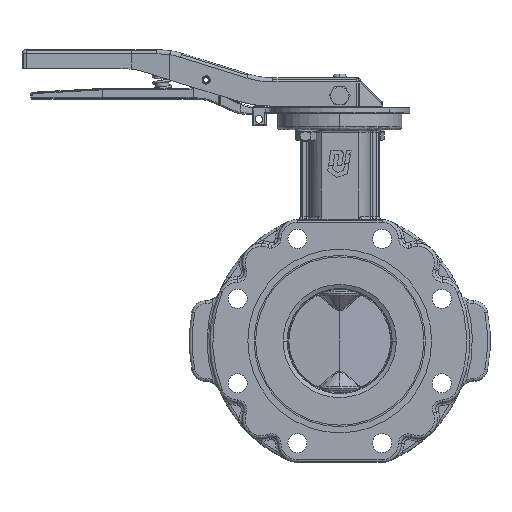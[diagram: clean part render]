
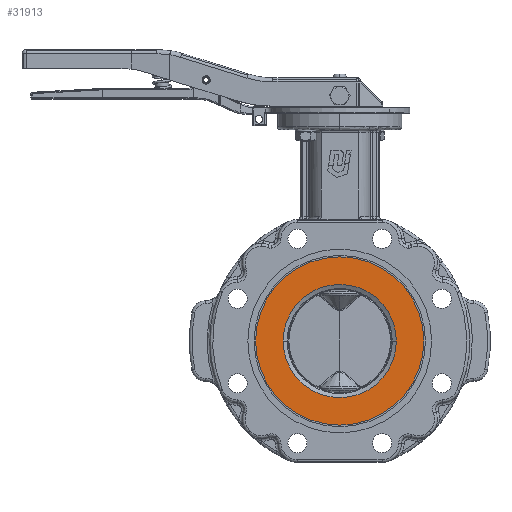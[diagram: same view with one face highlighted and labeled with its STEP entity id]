
A CAD part, left-side view. The second image highlights one B-rep face of the part: STEP entity #31913.
In plain terms, the highlighted planar face has unit normal (-1, 0, 0).
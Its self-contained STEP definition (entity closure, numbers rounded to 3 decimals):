
#1782=CARTESIAN_POINT('',(-23.1,40.964,-0.));
#1783=VERTEX_POINT('',#1782);
#1790=CARTESIAN_POINT('',(-23.1,-40.964,0.));
#1791=VERTEX_POINT('',#1790);
#1792=CARTESIAN_POINT('',(-23.1,-0.,-0.));
#1793=DIRECTION('',(1.,0.,-0.));
#1794=DIRECTION('',(0.,-1.,0.));
#1795=AXIS2_PLACEMENT_3D('',#1792,#1793,#1794);
#1796=CIRCLE('',#1795,40.964);
#1797=EDGE_CURVE('NONE',#1791,#1783,#1796,.T.);
#2148=CARTESIAN_POINT('',(-23.1,-60.9,0.));
#2149=VERTEX_POINT('',#2148);
#2150=CARTESIAN_POINT('',(-23.1,60.9,-0.));
#2151=VERTEX_POINT('',#2150);
#2152=CARTESIAN_POINT('',(-23.1,-0.,-0.));
#2153=DIRECTION('',(1.,0.,-0.));
#2154=DIRECTION('',(0.,-1.,0.));
#2155=AXIS2_PLACEMENT_3D('',#2152,#2153,#2154);
#2156=CIRCLE('',#2155,60.9);
#2157=EDGE_CURVE('NONE',#2149,#2151,#2156,.T.);
#31888=CARTESIAN_POINT('',(-23.1,-50.932,0.));
#31889=DIRECTION('',(-1.,-0.,0.));
#31890=DIRECTION('',(0.,-0.,-1.));
#31891=AXIS2_PLACEMENT_3D('',#31888,#31889,#31890);
#31892=PLANE('',#31891);
#31893=ORIENTED_EDGE('',*,*,#2157,.F.);
#31894=CARTESIAN_POINT('',(-23.1,-0.,-0.));
#31895=DIRECTION('',(1.,0.,-0.));
#31896=DIRECTION('',(0.,-1.,0.));
#31897=AXIS2_PLACEMENT_3D('',#31894,#31895,#31896);
#31898=CIRCLE('',#31897,60.9);
#31899=EDGE_CURVE('NONE',#2151,#2149,#31898,.T.);
#31900=ORIENTED_EDGE('',*,*,#31899,.F.);
#31901=EDGE_LOOP('',(#31893,#31900));
#31902=FACE_BOUND('',#31901,.T.);
#31903=ORIENTED_EDGE('',*,*,#1797,.T.);
#31904=CARTESIAN_POINT('',(-23.1,-0.,-0.));
#31905=DIRECTION('',(1.,0.,-0.));
#31906=DIRECTION('',(0.,-1.,0.));
#31907=AXIS2_PLACEMENT_3D('',#31904,#31905,#31906);
#31908=CIRCLE('',#31907,40.964);
#31909=EDGE_CURVE('NONE',#1783,#1791,#31908,.T.);
#31910=ORIENTED_EDGE('',*,*,#31909,.T.);
#31911=EDGE_LOOP('',(#31903,#31910));
#31912=FACE_BOUND('',#31911,.T.);
#31913=ADVANCED_FACE('NONE',(#31902,#31912),#31892,.T.);
